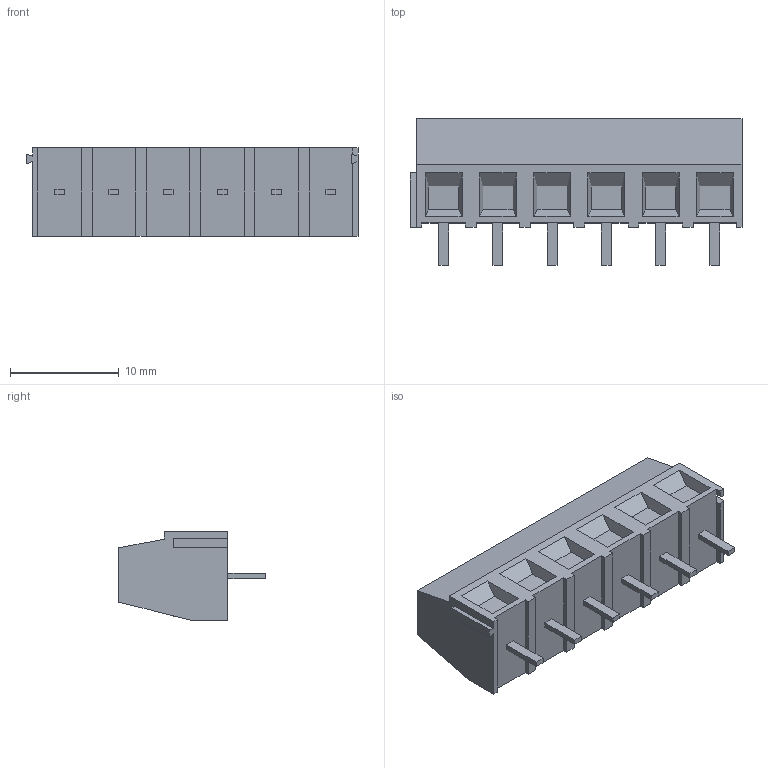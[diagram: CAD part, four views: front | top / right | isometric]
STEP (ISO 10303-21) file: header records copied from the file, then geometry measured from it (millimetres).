
FILE_DESCRIPTION((''),'2;1');
FILE_NAME('C-282836-6','2011-01-28T',('workeradm'),('Tyco Electronics Ltd.'),'PRO/ENGINEER BY PARAMETRIC TECHNOLOGY CORPORATION, 2009300','PRO/ENGINEER BY PARAMETRIC TECHNOLOGY CORPORATION, 2009300','');
FILE_SCHEMA(('AUTOMOTIVE_DESIGN { 1 0 10303 214 1 1 1 1 }'));
Length unit declared in the file: millimetre
Products named in the file (1): C-282836-6
Bounding box: 30.6 x 13.5 x 8.2 mm (x, y, z)
Volume: 1935.3 mm3; surface area: 1447.3 mm2
Topology: 1 solids, 1 shells, 175 faces, 465 edges, 310 vertices
Faces by surface type: plane 163, cylinder 12
Entity records: 5641 total; most frequent: CARTESIAN_POINT 952, ORIENTED_EDGE 930, DIRECTION 863, EDGE_CURVE 465, VECTOR 417, LINE 417, VERTEX_POINT 310, AXIS2_PLACEMENT_3D 223
